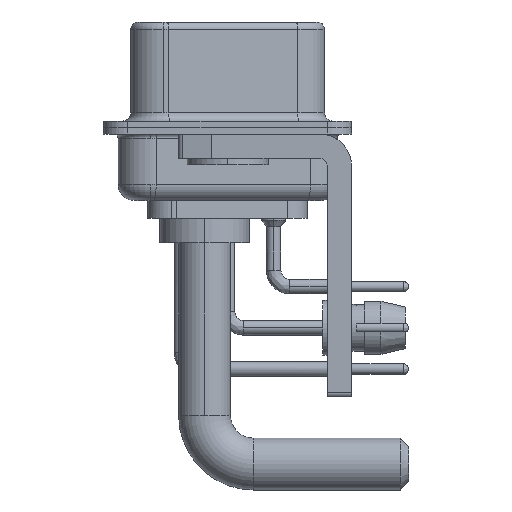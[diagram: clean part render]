
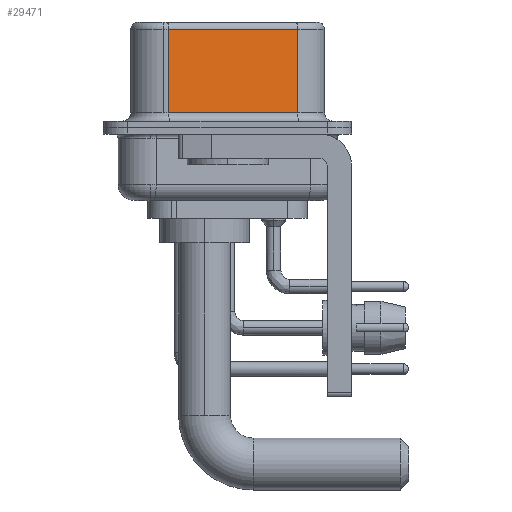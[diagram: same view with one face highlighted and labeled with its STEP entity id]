
A CAD part, left-side view. The second image highlights one B-rep face of the part: STEP entity #29471.
In plain terms, the highlighted planar face has unit normal (-0.985, -0.174, 0).
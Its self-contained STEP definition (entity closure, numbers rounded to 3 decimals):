
#1321 = PLANE ( 'NONE',  #16478 ) ;
#2326 = EDGE_CURVE ( 'NONE', #25193, #25991, #27559, .T. ) ;
#3783 = ORIENTED_EDGE ( 'NONE', *, *, #34048, .T. ) ;
#3928 = FACE_OUTER_BOUND ( 'NONE', #22987, .T. ) ;
#6348 = CARTESIAN_POINT ( 'NONE',  ( 3.73, 3.628, 6.52 ) ) ;
#6810 = LINE ( 'NONE', #21239, #28800 ) ;
#7124 = VERTEX_POINT ( 'NONE', #11421 ) ;
#8047 = VECTOR ( 'NONE', #29076, 1000. ) ;
#11421 = CARTESIAN_POINT ( 'NONE',  ( 5.132, -4.322, 0.9 ) ) ;
#13431 = EDGE_CURVE ( 'NONE', #20253, #7124, #14701, .T. ) ;
#14471 = VECTOR ( 'NONE', #23205, 1000. ) ;
#14701 = LINE ( 'NONE', #25989, #14471 ) ;
#15404 = CARTESIAN_POINT ( 'NONE',  ( 5.132, -4.322, 6.52 ) ) ;
#16478 = AXIS2_PLACEMENT_3D ( 'NONE', #15404, #35020, #35388 ) ;
#17422 = EDGE_CURVE ( 'NONE', #25193, #7124, #6810, .T. ) ;
#18173 = LINE ( 'NONE', #6348, #8047 ) ;
#18834 = DIRECTION ( 'NONE',  ( 0., 0., -1. ) ) ;
#19235 = CARTESIAN_POINT ( 'NONE',  ( 5.132, -4.322, 6.02 ) ) ;
#19889 = ORIENTED_EDGE ( 'NONE', *, *, #13431, .T. ) ;
#20253 = VERTEX_POINT ( 'NONE', #33438 ) ;
#21239 = CARTESIAN_POINT ( 'NONE',  ( 5.132, -4.322, 6.52 ) ) ;
#21712 = CARTESIAN_POINT ( 'NONE',  ( 5.132, -4.322, 6.02 ) ) ;
#22987 = EDGE_LOOP ( 'NONE', ( #36110, #29587, #3783, #19889 ) ) ;
#23205 = DIRECTION ( 'NONE',  ( 0.174, -0.985, 0. ) ) ;
#25193 = VERTEX_POINT ( 'NONE', #21712 ) ;
#25989 = CARTESIAN_POINT ( 'NONE',  ( 5.132, -4.322, 0.9 ) ) ;
#25991 = VERTEX_POINT ( 'NONE', #28221 ) ;
#26040 = VECTOR ( 'NONE', #32733, 1000. ) ;
#27559 = LINE ( 'NONE', #19235, #26040 ) ;
#28221 = CARTESIAN_POINT ( 'NONE',  ( 3.73, 3.628, 6.02 ) ) ;
#28800 = VECTOR ( 'NONE', #18834, 1000. ) ;
#29076 = DIRECTION ( 'NONE',  ( 0., 0., -1. ) ) ;
#29471 = ADVANCED_FACE ( 'NONE', ( #3928 ), #1321, .F. ) ;
#29587 = ORIENTED_EDGE ( 'NONE', *, *, #2326, .T. ) ;
#32733 = DIRECTION ( 'NONE',  ( -0.174, 0.985, 0. ) ) ;
#33438 = CARTESIAN_POINT ( 'NONE',  ( 3.73, 3.628, 0.9 ) ) ;
#34048 = EDGE_CURVE ( 'NONE', #25991, #20253, #18173, .T. ) ;
#35020 = DIRECTION ( 'NONE',  ( 0.985, 0.174, 0. ) ) ;
#35388 = DIRECTION ( 'NONE',  ( -0.174, 0.985, 0. ) ) ;
#36110 = ORIENTED_EDGE ( 'NONE', *, *, #17422, .F. ) ;
